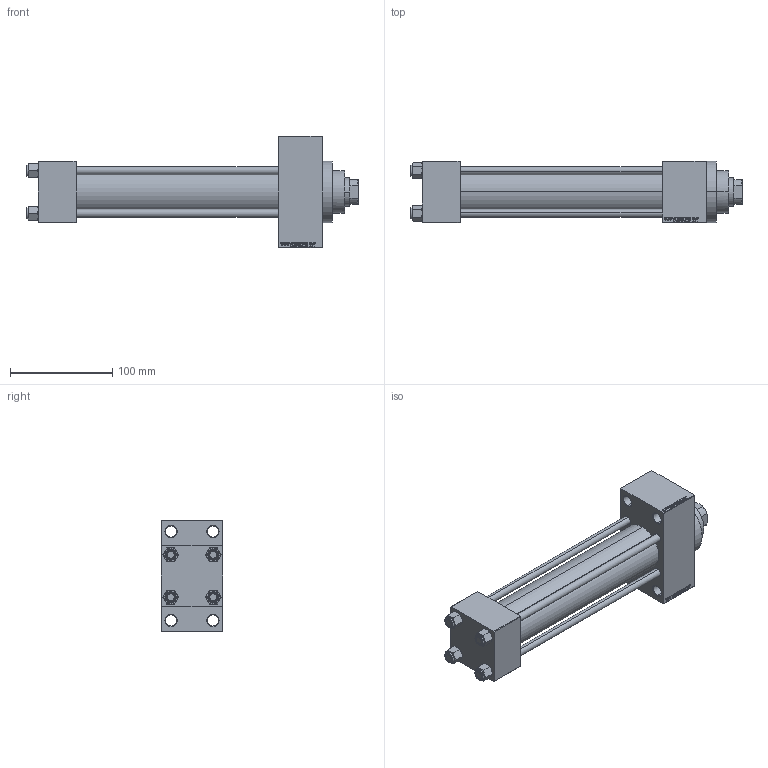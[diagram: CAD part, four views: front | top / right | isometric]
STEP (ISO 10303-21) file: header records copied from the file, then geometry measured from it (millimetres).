
FILE_DESCRIPTION (( 'STEP AP203' ), '1' );
FILE_NAME ('bffe.STEP', '2022-04-15T18:36:22', ( '' ), ( '' ), 'SwSTEP 2.0', 'SolidWorks 2019', '' );
FILE_SCHEMA (( 'CONFIG_CONTROL_DESIGN' ));
Length unit declared in the file: millimetre
Products named in the file (6): V215CR_D_Body 9e7a01be15de5dbd342dc5d1c5d1dcb4; V215CR_VCP_D 9e7a01be15de5dbd342dc5d1c5d1dcb4; bffe; V215_VC_A 9e7a01be15de5dbd342dc5d1c5d1dcb4; V215CR_D_TYCINKA 9e7a01be15de5dbd342dc5d1c5d1dcb4; NUT_M5_D 9e7a01be15de5dbd342dc5d1c5d1dcb4
Assembly tree (11 placements, depth 2):
  bffe
    V215CR_D_Body 9e7a01be15de5dbd342dc5d1c5d1dcb4
    V215CR_VCP_D 9e7a01be15de5dbd342dc5d1c5d1dcb4
    NUT_M5_D 9e7a01be15de5dbd342dc5d1c5d1dcb4  x4
    V215CR_D_TYCINKA 9e7a01be15de5dbd342dc5d1c5d1dcb4  x4
    V215_VC_A 9e7a01be15de5dbd342dc5d1c5d1dcb4
Bounding box: 325 x 60 x 109 mm (x, y, z)
Volume: 704999.7 mm3; surface area: 192010.2 mm2
Topology: 11 solids, 11 shells, 1115 faces, 2780 edges, 1797 vertices
Faces by surface type: plane 502, bspline 368, cone 144, cylinder 93, torus 8
Entity records: 47565 total; most frequent: CARTESIAN_POINT 25126, ORIENTED_EDGE 5052, DIRECTION 3268, EDGE_CURVE 2526, VERTEX_POINT 1653, LINE 1512, VECTOR 1512, EDGE_LOOP 1125
